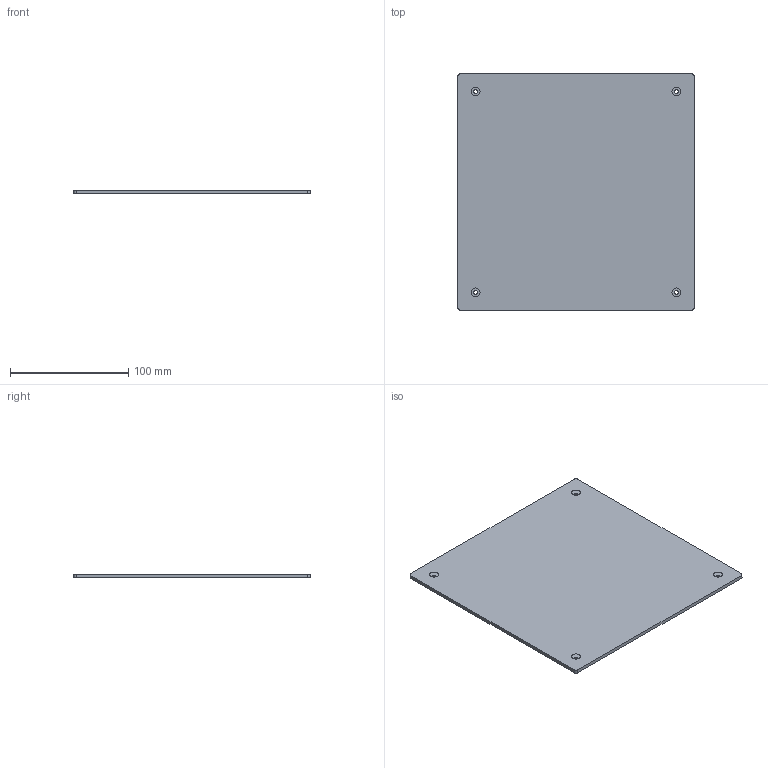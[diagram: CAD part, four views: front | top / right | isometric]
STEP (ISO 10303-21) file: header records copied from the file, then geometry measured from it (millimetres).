
FILE_DESCRIPTION(/* description */ (''),/* implementation_level */ '2;1');
FILE_NAME(/* name */ 'CF_Bed_200mm2_x3mm.step',/* time_stamp */ '2023-09-22T15:11:06Z',/* author */ (''),/* organization */ (''),/* preprocessor_version */ 'ST-DEVELOPER v19.2',/* originating_system */ 'Autodesk Translation Framework v12.6.0.85',/* authorisation */ '');
FILE_SCHEMA (('AUTOMOTIVE_DESIGN { 1 0 10303 214 3 1 1 }'));
Length unit declared in the file: millimetre
Products named in the file (1): (Unsaved)
Bounding box: 200 x 200 x 3 mm (x, y, z)
Volume: 119764.1 mm3; surface area: 82410.9 mm2
Topology: 1 solids, 1 shells, 18 faces, 52 edges, 36 vertices
Faces by surface type: cylinder 8, plane 6, cone 4
Full cylindrical faces by diameter (mm): 3.3 x4
Entity records: 776 total; most frequent: CARTESIAN_POINT 247, ORIENTED_EDGE 104, DIRECTION 94, EDGE_CURVE 52, VERTEX_POINT 36, AXIS2_PLACEMENT_3D 35, EDGE_LOOP 26, LINE 24
